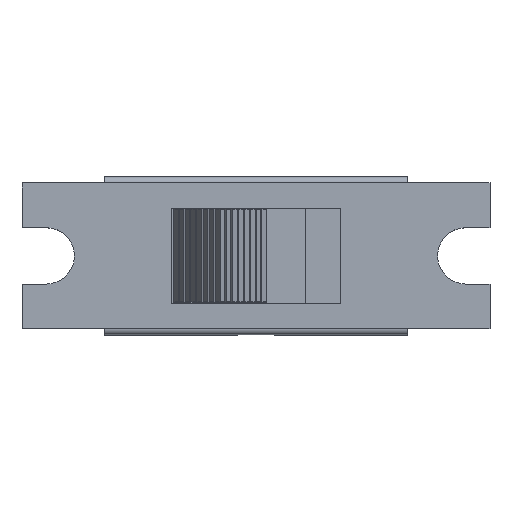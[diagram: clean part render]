
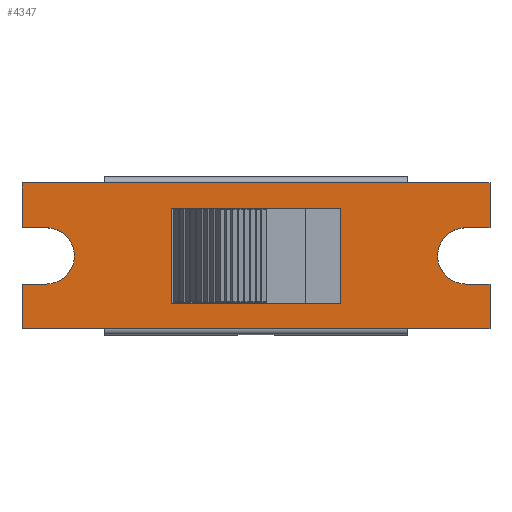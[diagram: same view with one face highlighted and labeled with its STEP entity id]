
A CAD part, top view. The second image highlights one B-rep face of the part: STEP entity #4347.
In plain terms, the highlighted planar face has unit normal (0, 0, 1).
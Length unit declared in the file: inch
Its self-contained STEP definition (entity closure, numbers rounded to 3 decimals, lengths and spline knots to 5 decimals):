
#119=CIRCLE('',#4635,0.04626);
#120=CIRCLE('',#4636,0.04626);
#180=FACE_BOUND('',#558,.T.);
#317=FACE_OUTER_BOUND('',#557,.T.);
#557=EDGE_LOOP('',(#3468,#3469,#3470,#3471,#3472,#3473,#3474,#3475,#3476,
#3477,#3478,#3479,#3480,#3481,#3482,#3483));
#558=EDGE_LOOP('',(#3484,#3485,#3486,#3487));
#963=LINE('',#7127,#1484);
#968=LINE('',#7137,#1489);
#969=LINE('',#7139,#1490);
#970=LINE('',#7141,#1491);
#971=LINE('',#7145,#1492);
#972=LINE('',#7147,#1493);
#973=LINE('',#7149,#1494);
#974=LINE('',#7151,#1495);
#975=LINE('',#7153,#1496);
#976=LINE('',#7155,#1497);
#977=LINE('',#7157,#1498);
#978=LINE('',#7161,#1499);
#979=LINE('',#7163,#1500);
#980=LINE('',#7164,#1501);
#981=LINE('',#7167,#1502);
#982=LINE('',#7169,#1503);
#983=LINE('',#7171,#1504);
#984=LINE('',#7172,#1505);
#1484=VECTOR('',#5375,0.3937);
#1489=VECTOR('',#5384,0.3937);
#1490=VECTOR('',#5385,0.3937);
#1491=VECTOR('',#5386,0.3937);
#1492=VECTOR('',#5389,0.3937);
#1493=VECTOR('',#5390,0.3937);
#1494=VECTOR('',#5391,0.3937);
#1495=VECTOR('',#5392,0.3937);
#1496=VECTOR('',#5393,0.3937);
#1497=VECTOR('',#5394,0.3937);
#1498=VECTOR('',#5395,0.3937);
#1499=VECTOR('',#5398,0.3937);
#1500=VECTOR('',#5399,0.3937);
#1501=VECTOR('',#5400,0.3937);
#1502=VECTOR('',#5401,0.3937);
#1503=VECTOR('',#5402,0.3937);
#1504=VECTOR('',#5403,0.3937);
#1505=VECTOR('',#5404,0.3937);
#1983=VERTEX_POINT('',#7120);
#1986=VERTEX_POINT('',#7125);
#1989=VERTEX_POINT('',#7136);
#1990=VERTEX_POINT('',#7138);
#1991=VERTEX_POINT('',#7140);
#1992=VERTEX_POINT('',#7142);
#1993=VERTEX_POINT('',#7144);
#1994=VERTEX_POINT('',#7146);
#1995=VERTEX_POINT('',#7148);
#1996=VERTEX_POINT('',#7150);
#1997=VERTEX_POINT('',#7152);
#1998=VERTEX_POINT('',#7154);
#1999=VERTEX_POINT('',#7156);
#2000=VERTEX_POINT('',#7158);
#2001=VERTEX_POINT('',#7160);
#2002=VERTEX_POINT('',#7162);
#2003=VERTEX_POINT('',#7165);
#2004=VERTEX_POINT('',#7166);
#2005=VERTEX_POINT('',#7168);
#2006=VERTEX_POINT('',#7170);
#2519=EDGE_CURVE('',#1986,#1983,#963,.T.);
#2524=EDGE_CURVE('',#1989,#1986,#968,.T.);
#2525=EDGE_CURVE('',#1990,#1989,#969,.T.);
#2526=EDGE_CURVE('',#1991,#1990,#970,.T.);
#2527=EDGE_CURVE('',#1992,#1991,#119,.T.);
#2528=EDGE_CURVE('',#1993,#1992,#971,.T.);
#2529=EDGE_CURVE('',#1994,#1993,#972,.T.);
#2530=EDGE_CURVE('',#1995,#1994,#973,.T.);
#2531=EDGE_CURVE('',#1996,#1995,#974,.T.);
#2532=EDGE_CURVE('',#1997,#1996,#975,.T.);
#2533=EDGE_CURVE('',#1998,#1997,#976,.T.);
#2534=EDGE_CURVE('',#1999,#1998,#977,.T.);
#2535=EDGE_CURVE('',#2000,#1999,#120,.T.);
#2536=EDGE_CURVE('',#2001,#2000,#978,.T.);
#2537=EDGE_CURVE('',#2002,#2001,#979,.T.);
#2538=EDGE_CURVE('',#1983,#2002,#980,.T.);
#2539=EDGE_CURVE('',#2003,#2004,#981,.T.);
#2540=EDGE_CURVE('',#2004,#2005,#982,.T.);
#2541=EDGE_CURVE('',#2005,#2006,#983,.T.);
#2542=EDGE_CURVE('',#2006,#2003,#984,.T.);
#3468=ORIENTED_EDGE('',*,*,#2519,.F.);
#3469=ORIENTED_EDGE('',*,*,#2524,.F.);
#3470=ORIENTED_EDGE('',*,*,#2525,.F.);
#3471=ORIENTED_EDGE('',*,*,#2526,.F.);
#3472=ORIENTED_EDGE('',*,*,#2527,.F.);
#3473=ORIENTED_EDGE('',*,*,#2528,.F.);
#3474=ORIENTED_EDGE('',*,*,#2529,.F.);
#3475=ORIENTED_EDGE('',*,*,#2530,.F.);
#3476=ORIENTED_EDGE('',*,*,#2531,.F.);
#3477=ORIENTED_EDGE('',*,*,#2532,.F.);
#3478=ORIENTED_EDGE('',*,*,#2533,.F.);
#3479=ORIENTED_EDGE('',*,*,#2534,.F.);
#3480=ORIENTED_EDGE('',*,*,#2535,.F.);
#3481=ORIENTED_EDGE('',*,*,#2536,.F.);
#3482=ORIENTED_EDGE('',*,*,#2537,.F.);
#3483=ORIENTED_EDGE('',*,*,#2538,.F.);
#3484=ORIENTED_EDGE('',*,*,#2539,.T.);
#3485=ORIENTED_EDGE('',*,*,#2540,.T.);
#3486=ORIENTED_EDGE('',*,*,#2541,.T.);
#3487=ORIENTED_EDGE('',*,*,#2542,.T.);
#4129=PLANE('',#4634);
#4347=ADVANCED_FACE('',(#317,#180),#4129,.T.);
#4634=AXIS2_PLACEMENT_3D('',#7135,#5382,#5383);
#4635=AXIS2_PLACEMENT_3D('',#7143,#5387,#5388);
#4636=AXIS2_PLACEMENT_3D('',#7159,#5396,#5397);
#5375=DIRECTION('',(1.,0.,0.));
#5382=DIRECTION('center_axis',(0.,0.,
1.));
#5383=DIRECTION('ref_axis',(1.,0.,0.));
#5384=DIRECTION('',(1.,0.,0.));
#5385=DIRECTION('',(0.,1.,0.));
#5386=DIRECTION('',(-1.,0.,0.));
#5387=DIRECTION('center_axis',(0.,0.,
1.));
#5388=DIRECTION('ref_axis',(0.,-1.,0.));
#5389=DIRECTION('',(1.,0.,0.));
#5390=DIRECTION('',(0.,1.,0.));
#5391=DIRECTION('',(-1.,0.,0.));
#5392=DIRECTION('',(-1.,0.,0.));
#5393=DIRECTION('',(-1.,0.,0.));
#5394=DIRECTION('',(0.,-1.,0.));
#5395=DIRECTION('',(1.,0.,0.));
#5396=DIRECTION('center_axis',(0.,0.,
1.));
#5397=DIRECTION('ref_axis',(0.,1.,0.));
#5398=DIRECTION('',(-1.,0.,0.));
#5399=DIRECTION('',(0.,-1.,0.));
#5400=DIRECTION('',(1.,0.,0.));
#5401=DIRECTION('',(0.,-1.,0.));
#5402=DIRECTION('',(-1.,0.,0.));
#5403=DIRECTION('',(0.,1.,0.));
#5404=DIRECTION('',(1.,0.,0.));
#7120=CARTESIAN_POINT('',(0.25,0.12008,0.25));
#7125=CARTESIAN_POINT('',(-0.25,0.12008,0.25));
#7127=CARTESIAN_POINT('',(-0.125,0.12008,0.25));
#7135=CARTESIAN_POINT('Origin',(0.,0.,
0.25));
#7136=CARTESIAN_POINT('',(-0.38504,0.12008,0.25));
#7137=CARTESIAN_POINT('',(-0.38504,0.12008,0.25));
#7138=CARTESIAN_POINT('',(-0.38504,0.04626,0.25));
#7139=CARTESIAN_POINT('',(-0.38504,0.04626,0.25));
#7140=CARTESIAN_POINT('',(-0.34508,0.04626,0.25));
#7141=CARTESIAN_POINT('',(-0.34508,0.04626,0.25));
#7142=CARTESIAN_POINT('',(-0.34508,-0.04626,0.25));
#7143=CARTESIAN_POINT('Origin',(-0.34508,0.,
0.25));
#7144=CARTESIAN_POINT('',(-0.38504,-0.04626,0.25));
#7145=CARTESIAN_POINT('',(-0.38504,-0.04626,0.25));
#7146=CARTESIAN_POINT('',(-0.38504,-0.12008,0.25));
#7147=CARTESIAN_POINT('',(-0.38504,-0.12008,0.25));
#7148=CARTESIAN_POINT('',(-0.25,-0.12008,0.25));
#7149=CARTESIAN_POINT('',(-0.25,-0.12008,0.25));
#7150=CARTESIAN_POINT('',(0.25,-0.12008,0.25));
#7151=CARTESIAN_POINT('',(0.125,-0.12008,0.25));
#7152=CARTESIAN_POINT('',(0.38504,-0.12008,0.25));
#7153=CARTESIAN_POINT('',(0.38504,-0.12008,0.25));
#7154=CARTESIAN_POINT('',(0.38504,-0.04626,0.25));
#7155=CARTESIAN_POINT('',(0.38504,-0.04626,0.25));
#7156=CARTESIAN_POINT('',(0.34508,-0.04626,0.25));
#7157=CARTESIAN_POINT('',(0.34508,-0.04626,0.25));
#7158=CARTESIAN_POINT('',(0.34508,0.04626,0.25));
#7159=CARTESIAN_POINT('Origin',(0.34508,0.,0.25));
#7160=CARTESIAN_POINT('',(0.38504,0.04626,0.25));
#7161=CARTESIAN_POINT('',(0.38504,0.04626,0.25));
#7162=CARTESIAN_POINT('',(0.38504,0.12008,0.25));
#7163=CARTESIAN_POINT('',(0.38504,0.12008,0.25));
#7164=CARTESIAN_POINT('',(0.25,0.12008,0.25));
#7165=CARTESIAN_POINT('',(0.13976,0.07874,0.25));
#7166=CARTESIAN_POINT('',(0.13976,-0.07874,0.25));
#7167=CARTESIAN_POINT('',(0.13976,0.03937,0.25));
#7168=CARTESIAN_POINT('',(-0.13976,-0.07874,0.25));
#7169=CARTESIAN_POINT('',(0.06988,-0.07874,0.25));
#7170=CARTESIAN_POINT('',(-0.13976,0.07874,0.25));
#7171=CARTESIAN_POINT('',(-0.13976,-0.03937,0.25));
#7172=CARTESIAN_POINT('',(-0.06988,0.07874,0.25));
